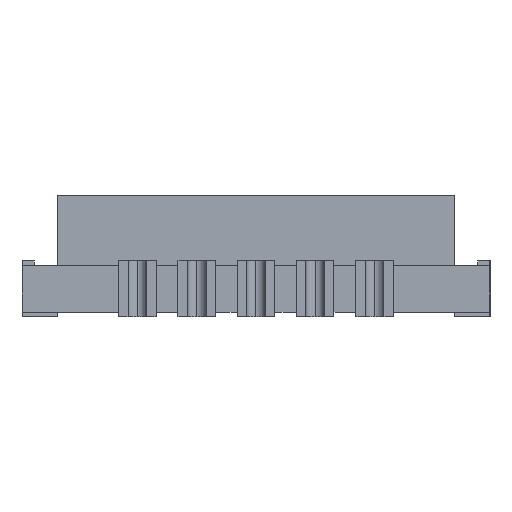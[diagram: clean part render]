
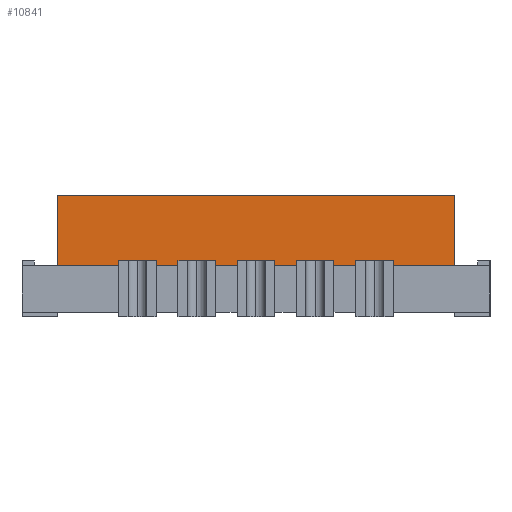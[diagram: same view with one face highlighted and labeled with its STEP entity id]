
A CAD part, left-side view. The second image highlights one B-rep face of the part: STEP entity #10841.
In plain terms, the highlighted planar face has unit normal (-1, 0, 0).
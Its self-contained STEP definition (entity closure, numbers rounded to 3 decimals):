
#67 = CARTESIAN_POINT ( 'NONE',  ( -4.25, 4.25, 1. ) ) ;
#270 = EDGE_CURVE ( 'NONE', #29643, #5607, #26665, .T. ) ;
#1422 = CARTESIAN_POINT ( 'NONE',  ( -4.25, -4.25, 2.5 ) ) ;
#3327 = FACE_OUTER_BOUND ( 'NONE', #31511, .T. ) ;
#3473 = VECTOR ( 'NONE', #21466, 1000. ) ;
#5607 = VERTEX_POINT ( 'NONE', #28647 ) ;
#7679 = LINE ( 'NONE', #21517, #7733 ) ;
#7733 = VECTOR ( 'NONE', #29179, 1000. ) ;
#9449 = ORIENTED_EDGE ( 'NONE', *, *, #10753, .F. ) ;
#9636 = DIRECTION ( 'NONE',  ( 0., -1., 0. ) ) ;
#9809 = CARTESIAN_POINT ( 'NONE',  ( -4.25, -4.25, 1. ) ) ;
#10753 = EDGE_CURVE ( 'NONE', #29643, #12428, #21808, .T. ) ;
#10841 = ADVANCED_FACE ( 'NONE', ( #3327 ), #19881, .F. ) ;
#12428 = VERTEX_POINT ( 'NONE', #1422 ) ;
#15585 = AXIS2_PLACEMENT_3D ( 'NONE', #19715, #29612, #17331 ) ;
#15809 = ORIENTED_EDGE ( 'NONE', *, *, #28204, .F. ) ;
#17331 = DIRECTION ( 'NONE',  ( 0., 1., 0. ) ) ;
#18886 = LINE ( 'NONE', #67, #29848 ) ;
#19142 = DIRECTION ( 'NONE',  ( 0., 0., -1. ) ) ;
#19715 = CARTESIAN_POINT ( 'NONE',  ( -4.25, 4.25, 2.5 ) ) ;
#19881 = PLANE ( 'NONE',  #15585 ) ;
#19889 = VECTOR ( 'NONE', #19142, 1000. ) ;
#20969 = CARTESIAN_POINT ( 'NONE',  ( -4.25, 4.25, 2.5 ) ) ;
#21466 = DIRECTION ( 'NONE',  ( 0., -1., 0. ) ) ;
#21517 = CARTESIAN_POINT ( 'NONE',  ( -4.25, -4.25, 2.5 ) ) ;
#21642 = CARTESIAN_POINT ( 'NONE',  ( -4.25, 4.25, 2.5 ) ) ;
#21808 = LINE ( 'NONE', #21642, #3473 ) ;
#22311 = ORIENTED_EDGE ( 'NONE', *, *, #270, .T. ) ;
#22759 = CARTESIAN_POINT ( 'NONE',  ( -4.25, 4.25, 2.5 ) ) ;
#24249 = EDGE_CURVE ( 'NONE', #5607, #26525, #18886, .T. ) ;
#26525 = VERTEX_POINT ( 'NONE', #9809 ) ;
#26665 = LINE ( 'NONE', #20969, #19889 ) ;
#28204 = EDGE_CURVE ( 'NONE', #12428, #26525, #7679, .T. ) ;
#28647 = CARTESIAN_POINT ( 'NONE',  ( -4.25, 4.25, 1. ) ) ;
#29179 = DIRECTION ( 'NONE',  ( 0., 0., -1. ) ) ;
#29612 = DIRECTION ( 'NONE',  ( 1., 0., 0. ) ) ;
#29643 = VERTEX_POINT ( 'NONE', #22759 ) ;
#29848 = VECTOR ( 'NONE', #9636, 1000. ) ;
#31152 = ORIENTED_EDGE ( 'NONE', *, *, #24249, .T. ) ;
#31511 = EDGE_LOOP ( 'NONE', ( #31152, #15809, #9449, #22311 ) ) ;
